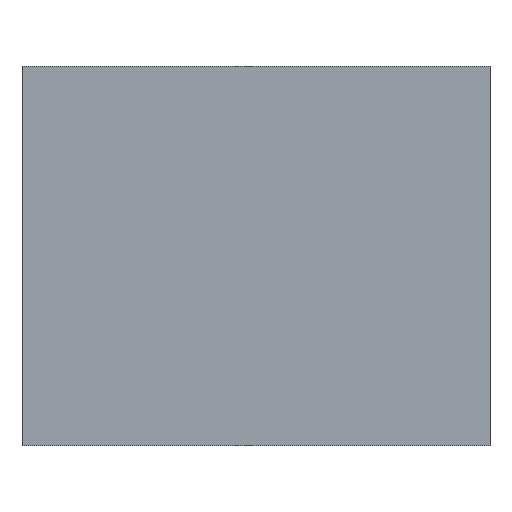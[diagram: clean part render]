
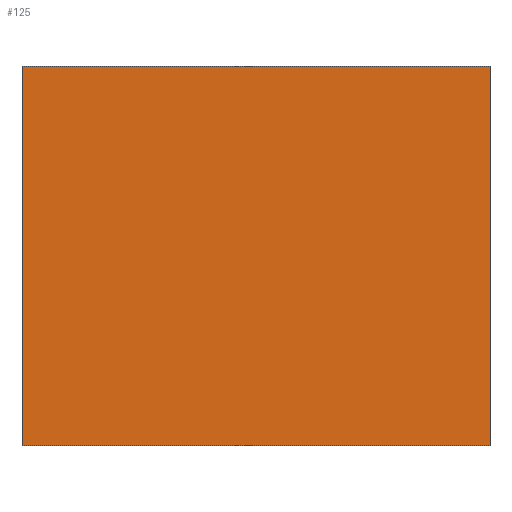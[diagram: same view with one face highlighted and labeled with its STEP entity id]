
A CAD part, front view. The second image highlights one B-rep face of the part: STEP entity #125.
In plain terms, the highlighted planar face has unit normal (0, -1, 0).
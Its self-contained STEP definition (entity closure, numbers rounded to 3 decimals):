
#125 = ADVANCED_FACE( '', ( #251 ), #252, .F. );
#251 = FACE_OUTER_BOUND( '', #375, .T. );
#252 = PLANE( '', #376 );
#375 = EDGE_LOOP( '', ( #696, #697, #698, #699 ) );
#376 = AXIS2_PLACEMENT_3D( '', #700, #701, #702 );
#696 = ORIENTED_EDGE( '', *, *, #792, .F. );
#697 = ORIENTED_EDGE( '', *, *, #897, .F. );
#698 = ORIENTED_EDGE( '', *, *, #888, .F. );
#699 = ORIENTED_EDGE( '', *, *, #855, .F. );
#700 = CARTESIAN_POINT( '', ( 0., 0., 0. ) );
#701 = DIRECTION( '', ( 0., 1., 0. ) );
#702 = DIRECTION( '', ( 0., 0., 1. ) );
#792 = EDGE_CURVE( '', #955, #957, #958, .T. );
#855 = EDGE_CURVE( '', #957, #1055, #1056, .T. );
#888 = EDGE_CURVE( '', #1055, #1097, #1098, .T. );
#897 = EDGE_CURVE( '', #1097, #955, #1109, .T. );
#955 = VERTEX_POINT( '', #1185 );
#957 = VERTEX_POINT( '', #1188 );
#958 = LINE( '', #1189, #1190 );
#1055 = VERTEX_POINT( '', #1325 );
#1056 = LINE( '', #1326, #1327 );
#1097 = VERTEX_POINT( '', #1387 );
#1098 = LINE( '', #1388, #1389 );
#1109 = LINE( '', #1404, #1405 );
#1185 = CARTESIAN_POINT( '', ( 6.9, 0., 5.6 ) );
#1188 = CARTESIAN_POINT( '', ( 6.9, 0., -5.6 ) );
#1189 = CARTESIAN_POINT( '', ( 6.9, 0., 5.6 ) );
#1190 = VECTOR( '', #1448, 1000. );
#1325 = CARTESIAN_POINT( '', ( -6.9, 0., -5.6 ) );
#1326 = CARTESIAN_POINT( '', ( 6.9, 0., -5.6 ) );
#1327 = VECTOR( '', #1523, 1000. );
#1387 = CARTESIAN_POINT( '', ( -6.9, 0., 5.6 ) );
#1388 = CARTESIAN_POINT( '', ( -6.9, 0., -5.6 ) );
#1389 = VECTOR( '', #1549, 1000. );
#1404 = CARTESIAN_POINT( '', ( -6.9, 0., 5.6 ) );
#1405 = VECTOR( '', #1557, 1000. );
#1448 = DIRECTION( '', ( 0., 0., -1. ) );
#1523 = DIRECTION( '', ( -1., 0., 0. ) );
#1549 = DIRECTION( '', ( 0., 0., 1. ) );
#1557 = DIRECTION( '', ( 1., 0., 0. ) );
